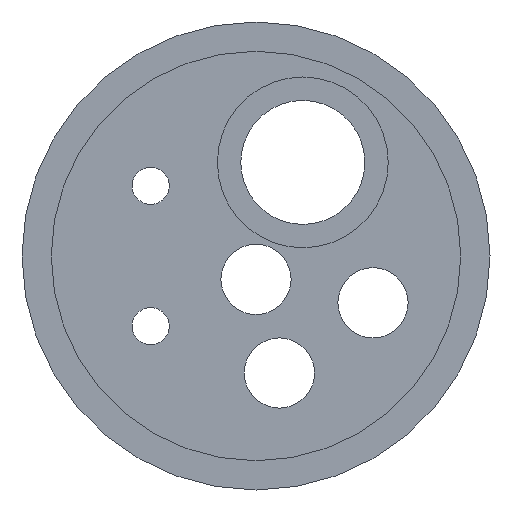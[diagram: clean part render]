
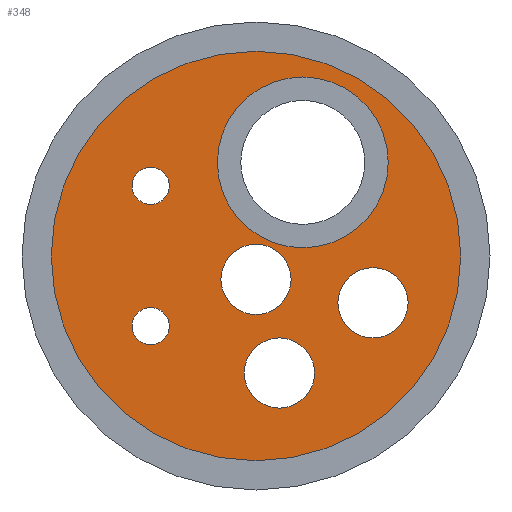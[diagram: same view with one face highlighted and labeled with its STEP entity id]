
A CAD part, front view. The second image highlights one B-rep face of the part: STEP entity #348.
In plain terms, the highlighted planar face has unit normal (0, -1, 0).
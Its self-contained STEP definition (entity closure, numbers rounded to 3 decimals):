
#63=FACE_BOUND('',#122,.T.);
#64=FACE_BOUND('',#123,.T.);
#65=FACE_BOUND('',#124,.T.);
#66=FACE_BOUND('',#125,.T.);
#67=FACE_BOUND('',#126,.T.);
#68=FACE_BOUND('',#127,.T.);
#92=FACE_OUTER_BOUND('',#121,.T.);
#121=EDGE_LOOP('',(#291));
#122=EDGE_LOOP('',(#292));
#123=EDGE_LOOP('',(#293));
#124=EDGE_LOOP('',(#294));
#125=EDGE_LOOP('',(#295));
#126=EDGE_LOOP('',(#296));
#127=EDGE_LOOP('',(#297));
#149=CIRCLE('',#382,1.588);
#156=CIRCLE('',#395,3.);
#158=CIRCLE('',#398,3.);
#160=CIRCLE('',#401,3.);
#162=CIRCLE('',#404,1.588);
#164=CIRCLE('',#408,7.3);
#165=CIRCLE('',#410,17.5);
#177=VERTEX_POINT('',#560);
#184=VERTEX_POINT('',#584);
#186=VERTEX_POINT('',#590);
#188=VERTEX_POINT('',#596);
#190=VERTEX_POINT('',#602);
#192=VERTEX_POINT('',#610);
#193=VERTEX_POINT('',#614);
#206=EDGE_CURVE('',#177,#177,#149,.T.);
#216=EDGE_CURVE('',#184,#184,#156,.T.);
#219=EDGE_CURVE('',#186,#186,#158,.T.);
#222=EDGE_CURVE('',#188,#188,#160,.T.);
#226=EDGE_CURVE('',#190,#190,#162,.T.);
#229=EDGE_CURVE('',#192,#192,#164,.T.);
#231=EDGE_CURVE('',#193,#193,#165,.F.);
#291=ORIENTED_EDGE('',*,*,#231,.T.);
#292=ORIENTED_EDGE('',*,*,#206,.T.);
#293=ORIENTED_EDGE('',*,*,#216,.T.);
#294=ORIENTED_EDGE('',*,*,#219,.T.);
#295=ORIENTED_EDGE('',*,*,#222,.T.);
#296=ORIENTED_EDGE('',*,*,#226,.T.);
#297=ORIENTED_EDGE('',*,*,#229,.T.);
#329=PLANE('',#409);
#348=ADVANCED_FACE('',(#92,#63,#64,#65,#66,#67,#68),#329,.T.);
#382=AXIS2_PLACEMENT_3D('',#562,#449,#450);
#395=AXIS2_PLACEMENT_3D('',#585,#478,#479);
#398=AXIS2_PLACEMENT_3D('',#591,#485,#486);
#401=AXIS2_PLACEMENT_3D('',#597,#492,#493);
#404=AXIS2_PLACEMENT_3D('',#604,#500,#501);
#408=AXIS2_PLACEMENT_3D('',#611,#509,#510);
#409=AXIS2_PLACEMENT_3D('',#613,#512,#513);
#410=AXIS2_PLACEMENT_3D('',#615,#514,#515);
#449=DIRECTION('center_axis',(0.,1.,0.));
#450=DIRECTION('ref_axis',(-1.,0.,0.));
#478=DIRECTION('center_axis',(0.,1.,0.));
#479=DIRECTION('ref_axis',(1.,0.,0.));
#485=DIRECTION('center_axis',(0.,1.,0.));
#486=DIRECTION('ref_axis',(1.,0.,0.));
#492=DIRECTION('center_axis',(0.,1.,0.));
#493=DIRECTION('ref_axis',(1.,0.,0.));
#500=DIRECTION('center_axis',(0.,1.,0.));
#501=DIRECTION('ref_axis',(-1.,0.,0.));
#509=DIRECTION('center_axis',(0.,1.,0.));
#510=DIRECTION('ref_axis',(1.,0.,0.));
#512=DIRECTION('center_axis',(0.,-1.,0.));
#513=DIRECTION('ref_axis',(1.,0.,0.));
#514=DIRECTION('center_axis',(0.,1.,0.));
#515=DIRECTION('ref_axis',(1.,0.,0.));
#560=CARTESIAN_POINT('',(-7.413,-7.,-6.));
#562=CARTESIAN_POINT('Origin',(-9.,-7.,-6.));
#584=CARTESIAN_POINT('',(-1.,-7.,-10.));
#585=CARTESIAN_POINT('Origin',(2.,-7.,-10.));
#590=CARTESIAN_POINT('',(7.,-7.,-4.));
#591=CARTESIAN_POINT('Origin',(10.,-7.,-4.));
#596=CARTESIAN_POINT('',(-3.,-7.,-2.));
#597=CARTESIAN_POINT('Origin',(0.,-7.,-2.));
#602=CARTESIAN_POINT('',(-7.413,-7.,6.));
#604=CARTESIAN_POINT('Origin',(-9.,-7.,6.));
#610=CARTESIAN_POINT('',(-3.3,-7.,8.));
#611=CARTESIAN_POINT('Origin',(4.,-7.,8.));
#613=CARTESIAN_POINT('Origin',(0.,-7.,0.));
#614=CARTESIAN_POINT('',(-17.5,-7.,0.));
#615=CARTESIAN_POINT('Origin',(0.,-7.,0.));
